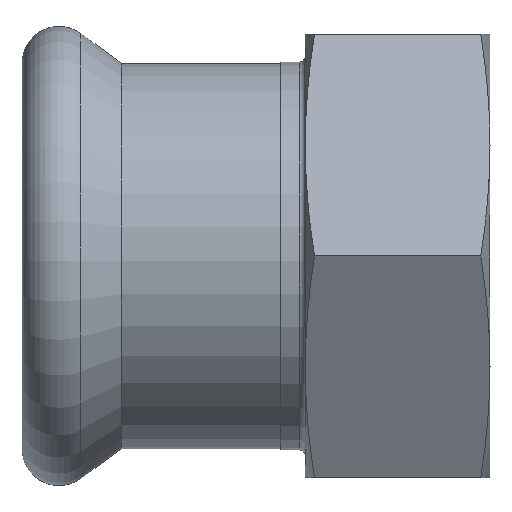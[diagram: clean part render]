
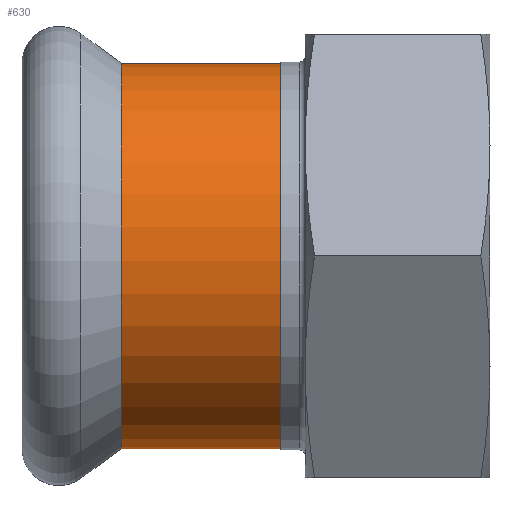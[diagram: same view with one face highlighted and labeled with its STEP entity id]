
A CAD part, front view. The second image highlights one B-rep face of the part: STEP entity #630.
In plain terms, the highlighted cylindrical face has radius 15.65 mm (diameter 31.3 mm), a full revolution.
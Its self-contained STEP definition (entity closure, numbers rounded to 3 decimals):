
#19=CYLINDRICAL_SURFACE('',#736,15.65);
#67=LINE('',#1233,#84);
#84=VECTOR('',#920,15.65);
#146=FACE_OUTER_BOUND('',#193,.T.);
#193=EDGE_LOOP('',(#530,#531,#532,#533));
#197=CIRCLE('',#657,15.65);
#222=CIRCLE('',#710,15.65);
#239=VERTEX_POINT('',#927);
#274=VERTEX_POINT('',#1187);
#288=EDGE_CURVE('',#239,#239,#197,.F.);
#348=EDGE_CURVE('',#274,#274,#222,.T.);
#369=EDGE_CURVE('',#274,#239,#67,.T.);
#530=ORIENTED_EDGE('',*,*,#348,.F.);
#531=ORIENTED_EDGE('',*,*,#369,.T.);
#532=ORIENTED_EDGE('',*,*,#288,.F.);
#533=ORIENTED_EDGE('',*,*,#369,.F.);
#630=ADVANCED_FACE('',(#146),#19,.T.);
#657=AXIS2_PLACEMENT_3D('',#928,#744,#745);
#710=AXIS2_PLACEMENT_3D('',#1189,#861,#862);
#736=AXIS2_PLACEMENT_3D('',#1232,#918,#919);
#744=DIRECTION('center_axis',(-1.,0.,0.));
#745=DIRECTION('ref_axis',(0.,1.,0.));
#861=DIRECTION('center_axis',(-1.,0.,0.));
#862=DIRECTION('ref_axis',(0.,1.,0.));
#918=DIRECTION('center_axis',(-1.,0.,0.));
#919=DIRECTION('ref_axis',(0.,0.878,-0.479));
#920=DIRECTION('',(1.,0.,0.));
#927=CARTESIAN_POINT('',(21.,-13.734,7.503));
#928=CARTESIAN_POINT('Origin',(21.,0.,0.));
#1187=CARTESIAN_POINT('',(8.067,-13.734,7.503));
#1189=CARTESIAN_POINT('Origin',(8.067,0.,0.));
#1232=CARTESIAN_POINT('Origin',(24.725,0.,0.));
#1233=CARTESIAN_POINT('',(24.725,-13.734,7.503));
